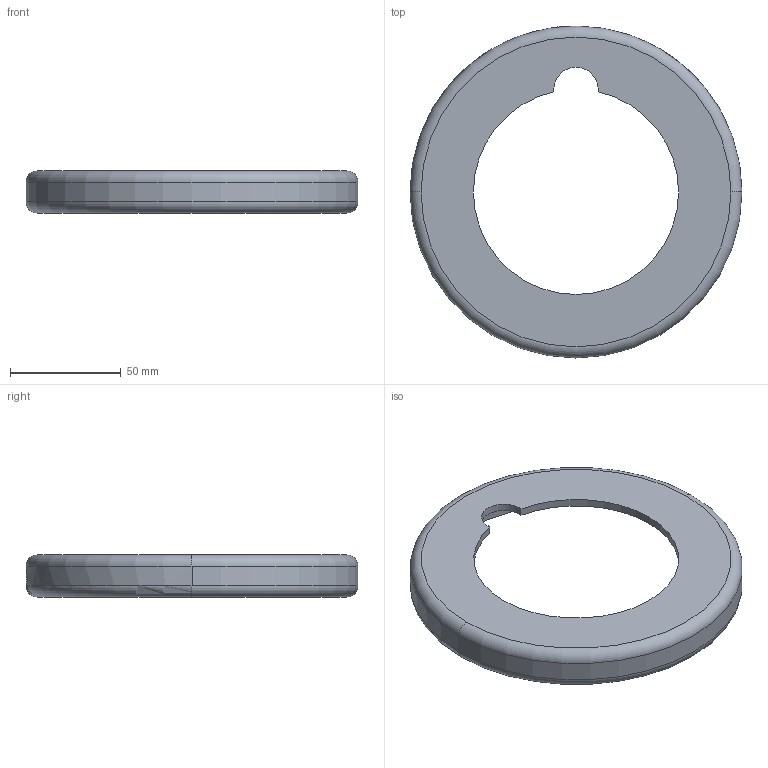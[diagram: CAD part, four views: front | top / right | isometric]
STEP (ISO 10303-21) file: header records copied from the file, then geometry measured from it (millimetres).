
FILE_DESCRIPTION (( 'STEP AP203' ), '1' );
FILE_NAME ('socle.STEP', '2020-07-03T22:03:57', ( '' ), ( '' ), 'SwSTEP 2.0', 'SolidWorks 2018', '' );
FILE_SCHEMA (( 'CONFIG_CONTROL_DESIGN' ));
Length unit declared in the file: millimetre
Products named in the file (1): socle
Bounding box: 150 x 150 x 19 mm (x, y, z)
Volume: 67656.6 mm3; surface area: 36322 mm2
Topology: 1 solids, 1 shells, 18 faces, 45 edges, 28 vertices
Faces by surface type: cylinder 12, torus 4, plane 2
Entity records: 763 total; most frequent: CARTESIAN_POINT 234, DIRECTION 104, ORIENTED_EDGE 90, AXIS2_PLACEMENT_3D 46, EDGE_CURVE 45, VERTEX_POINT 28, CIRCLE 27, EDGE_LOOP 21
